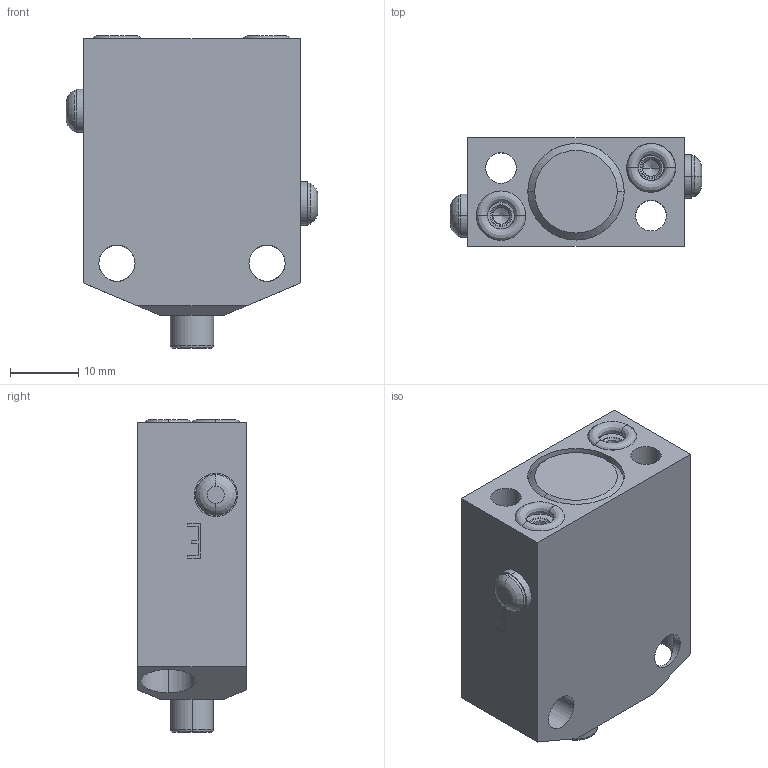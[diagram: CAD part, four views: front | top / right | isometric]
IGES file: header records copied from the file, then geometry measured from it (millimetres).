
Start section:  PTC IGES file: ilc50408500.igs
Global section: file name: ilc50408500.igs; native system: Creo Parametric by Parametric Technology Corporation; preprocessor: 2013320; author: maj; organization: Unknown; date: 20180706.114205; units: inch
Bounding box: 36.83 x 15.9 x 45.78 mm (x, y, z)
Surface area: 6990.8 mm2 (no closed solid volume)
Topology: 0 solids, 0 shells, 134 faces, 897 edges, 1103 vertices
Faces by surface type: revolution 84, bspline 50
